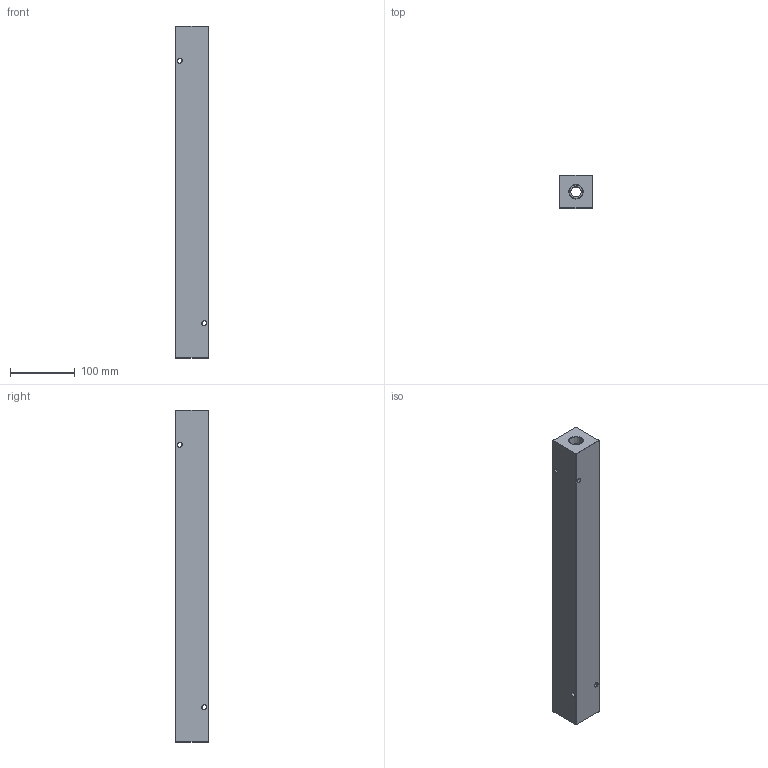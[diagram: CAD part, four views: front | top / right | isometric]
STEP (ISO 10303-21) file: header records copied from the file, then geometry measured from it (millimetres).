
FILE_DESCRIPTION (( 'STEP AP214' ), '1' );
FILE_NAME ('HM-10-0-P-8-6.STEP', '2020-02-28T19:01:07', ( '' ), ( '' ), 'SwSTEP 2.0', 'SolidWorks 2019', '' );
FILE_SCHEMA (( 'AUTOMOTIVE_DESIGN' ));
Length unit declared in the file: inch
Products named in the file (1): HM-10-0-P-8-6
Bounding box: 50.8 x 50.8 x 514.35 mm (x, y, z)
Volume: 1177852.7 mm3; surface area: 144728 mm2
Topology: 1 solids, 1 shells, 517 faces, 1342 edges, 872 vertices
Faces by surface type: plane 241, bspline 194, cone 44, cylinder 38
Entity records: 32725 total; most frequent: CARTESIAN_POINT 14846, ORIENTED_EDGE 2684, DIRECTION 1682, EDGE_CURVE 1342, VERTEX_POINT 872, VECTOR 802, LINE 802, EDGE_LOOP 596
